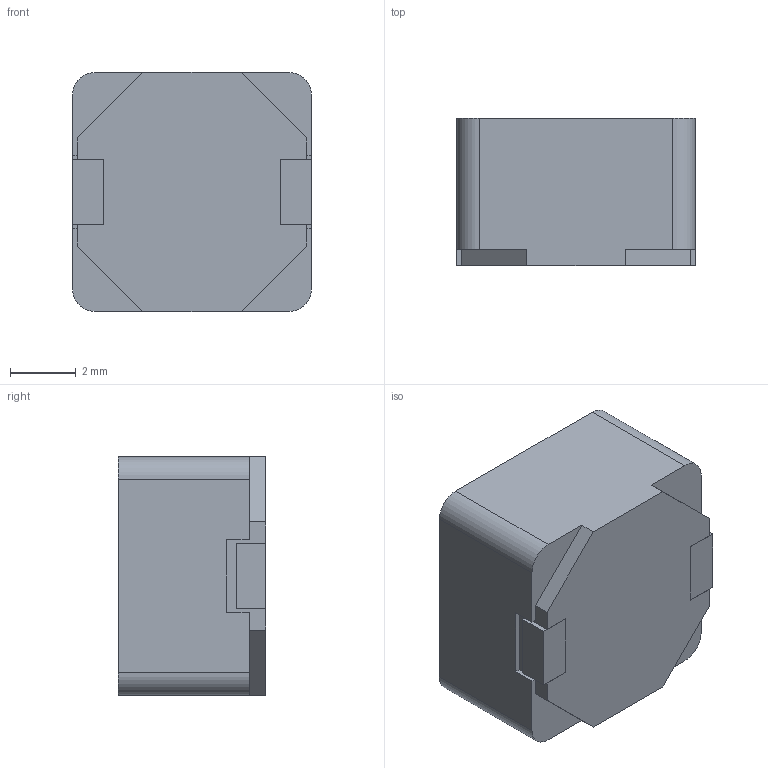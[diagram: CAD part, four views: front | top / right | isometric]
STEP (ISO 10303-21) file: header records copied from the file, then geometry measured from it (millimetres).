
FILE_DESCRIPTION (( 'STEP AP214' ), '1' );
FILE_NAME ('B82472P6104M000.STEP', '2022-02-26T12:38:35', ( '' ), ( '' ), 'SwSTEP 2.0', 'SolidWorks 2017', '' );
FILE_SCHEMA (( 'AUTOMOTIVE_DESIGN' ));
Length unit declared in the file: millimetre
Products named in the file (1): B82472P6104M000
Bounding box: 7.3 x 4.5 x 7.3 mm (x, y, z)
Volume: 231.4 mm3; surface area: 257.5 mm2
Topology: 3 solids, 3 shells, 73 faces, 193 edges, 128 vertices
Faces by surface type: plane 60, cylinder 11, torus 2
Entity records: 2289 total; most frequent: CARTESIAN_POINT 395, ORIENTED_EDGE 386, DIRECTION 367, EDGE_CURVE 193, LINE 167, VECTOR 167, VERTEX_POINT 128, AXIS2_PLACEMENT_3D 100
